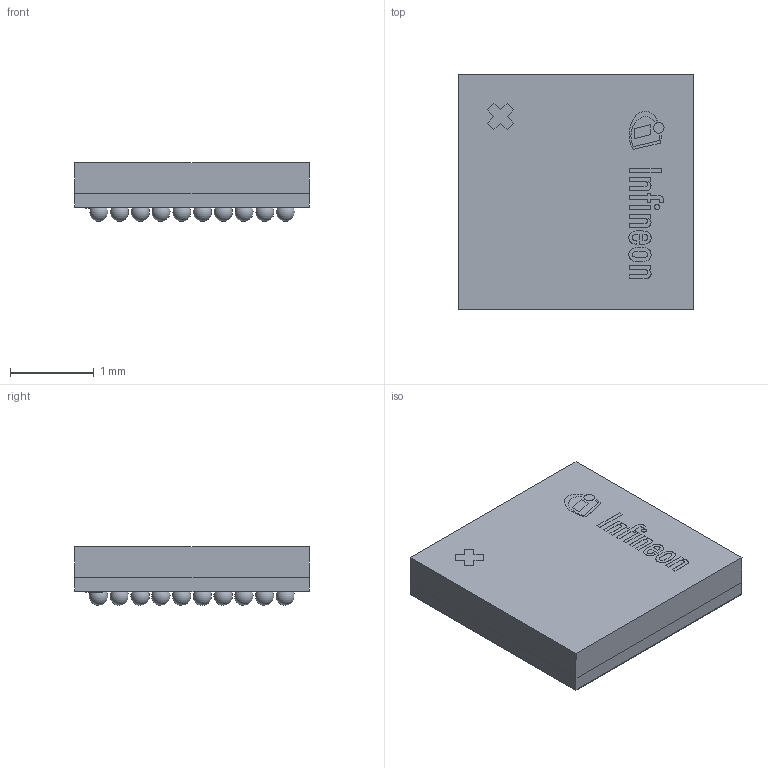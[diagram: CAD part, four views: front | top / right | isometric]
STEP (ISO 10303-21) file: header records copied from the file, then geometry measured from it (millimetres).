
FILE_DESCRIPTION(/* description */ (''),/* implementation_level */ '2;1');
FILE_NAME(/* name */ 'PG-WF2BGA-50-1_Z8B00233290_V02_3D.stp',/* time_stamp */ '2023-04-27T17:23:37+06:00',/* author */ ('Subramani'),/* organization */ (''),/* preprocessor_version */ 'ST-DEVELOPER v16.13',/* originating_system */ 'AutoCAD Mechanical',/* authorisation */ '');
FILE_SCHEMA (('AUTOMOTIVE_DESIGN { 1 0 10303 214 3 1 1 }'));
Length unit declared in the file: millimetre
Products named in the file (1): Product
Bounding box: 2.8 x 2.8 x 0.7 mm (x, y, z)
Volume: 4.5 mm3; surface area: 60.8 mm2
Topology: 67 solids, 67 shells, 261 faces, 528 edges, 352 vertices
Faces by surface type: plane 189, sphere 50, bspline 19, cylinder 3
Full cylindrical faces by diameter (mm): 0.063 x1, 0.127 x1
Entity records: 6231 total; most frequent: CARTESIAN_POINT 1405, DIRECTION 930, ORIENTED_EDGE 852, EDGE_CURVE 426, LINE 332, VECTOR 332, VERTEX_POINT 302, AXIS2_PLACEMENT_3D 299
